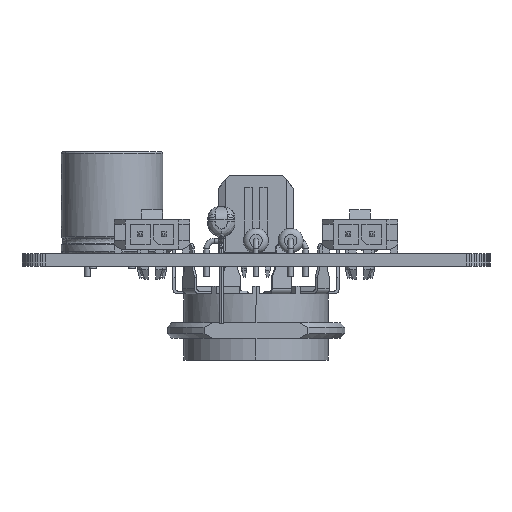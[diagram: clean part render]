
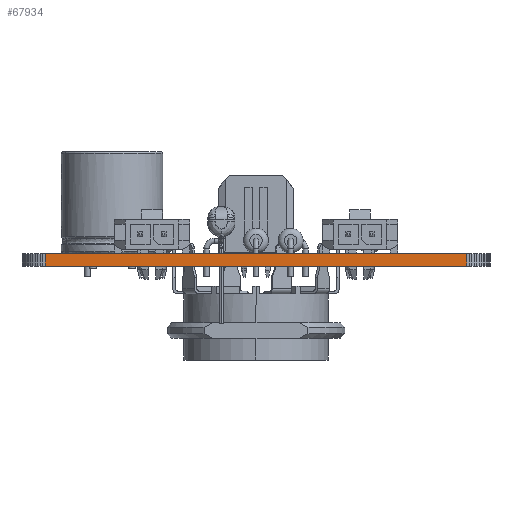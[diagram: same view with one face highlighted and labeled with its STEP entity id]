
A CAD part, left-side view. The second image highlights one B-rep face of the part: STEP entity #67934.
In plain terms, the highlighted planar face has unit normal (-1, 0, 0).
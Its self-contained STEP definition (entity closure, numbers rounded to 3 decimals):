
#60817 = PLANE('',#60818);
#60818 = AXIS2_PLACEMENT_3D('',#60819,#60820,#60821);
#60819 = CARTESIAN_POINT('',(0.,0.,1.6
    ));
#60820 = DIRECTION('',(-0.,-0.,-1.));
#60821 = DIRECTION('',(-1.,0.,0.));
#60871 = PLANE('',#60872);
#60872 = AXIS2_PLACEMENT_3D('',#60873,#60874,#60875);
#60873 = CARTESIAN_POINT('',(0.,0.,0.)
  );
#60874 = DIRECTION('',(-0.,-0.,-1.));
#60875 = DIRECTION('',(-1.,0.,0.));
#62156 = VERTEX_POINT('',#62157);
#62157 = CARTESIAN_POINT('',(-28.,-27.,0.));
#62171 = PLANE('',#62172);
#62172 = AXIS2_PLACEMENT_3D('',#62173,#62174,#62175);
#62173 = CARTESIAN_POINT('',(-27.981,-27.336,0.));
#62174 = DIRECTION('',(-0.998,-0.056,0.));
#62175 = DIRECTION('',(-0.056,0.998,0.));
#62183 = EDGE_CURVE('',#62156,#62184,#62186,.T.);
#62184 = VERTEX_POINT('',#62185);
#62185 = CARTESIAN_POINT('',(-28.,27.,0.));
#62186 = SURFACE_CURVE('',#62187,(#62191,#62198),.PCURVE_S1.);
#62187 = LINE('',#62188,#62189);
#62188 = CARTESIAN_POINT('',(-28.,-27.,0.));
#62189 = VECTOR('',#62190,1.);
#62190 = DIRECTION('',(0.,1.,0.));
#62191 = PCURVE('',#60871,#62192);
#62192 = DEFINITIONAL_REPRESENTATION('',(#62193),#62197);
#62193 = LINE('',#62194,#62195);
#62194 = CARTESIAN_POINT('',(28.,-27.));
#62195 = VECTOR('',#62196,1.);
#62196 = DIRECTION('',(0.,1.));
#62197 = ( GEOMETRIC_REPRESENTATION_CONTEXT(2) 
PARAMETRIC_REPRESENTATION_CONTEXT() REPRESENTATION_CONTEXT('2D SPACE',''
  ) );
#62198 = PCURVE('',#62199,#62204);
#62199 = PLANE('',#62200);
#62200 = AXIS2_PLACEMENT_3D('',#62201,#62202,#62203);
#62201 = CARTESIAN_POINT('',(-28.,-27.,0.));
#62202 = DIRECTION('',(-1.,0.,0.));
#62203 = DIRECTION('',(0.,1.,0.));
#62204 = DEFINITIONAL_REPRESENTATION('',(#62205),#62209);
#62205 = LINE('',#62206,#62207);
#62206 = CARTESIAN_POINT('',(0.,0.));
#62207 = VECTOR('',#62208,1.);
#62208 = DIRECTION('',(1.,0.));
#62209 = ( GEOMETRIC_REPRESENTATION_CONTEXT(2) 
PARAMETRIC_REPRESENTATION_CONTEXT() REPRESENTATION_CONTEXT('2D SPACE',''
  ) );
#62227 = PLANE('',#62228);
#62228 = AXIS2_PLACEMENT_3D('',#62229,#62230,#62231);
#62229 = CARTESIAN_POINT('',(-28.,27.,0.));
#62230 = DIRECTION('',(-0.998,0.056,0.));
#62231 = DIRECTION('',(0.056,0.998,0.));
#65266 = VERTEX_POINT('',#65267);
#65267 = CARTESIAN_POINT('',(-28.,-27.,1.6));
#65288 = EDGE_CURVE('',#65266,#65289,#65291,.T.);
#65289 = VERTEX_POINT('',#65290);
#65290 = CARTESIAN_POINT('',(-28.,27.,1.6));
#65291 = SURFACE_CURVE('',#65292,(#65296,#65303),.PCURVE_S1.);
#65292 = LINE('',#65293,#65294);
#65293 = CARTESIAN_POINT('',(-28.,-27.,1.6));
#65294 = VECTOR('',#65295,1.);
#65295 = DIRECTION('',(0.,1.,0.));
#65296 = PCURVE('',#60817,#65297);
#65297 = DEFINITIONAL_REPRESENTATION('',(#65298),#65302);
#65298 = LINE('',#65299,#65300);
#65299 = CARTESIAN_POINT('',(28.,-27.));
#65300 = VECTOR('',#65301,1.);
#65301 = DIRECTION('',(0.,1.));
#65302 = ( GEOMETRIC_REPRESENTATION_CONTEXT(2) 
PARAMETRIC_REPRESENTATION_CONTEXT() REPRESENTATION_CONTEXT('2D SPACE',''
  ) );
#65303 = PCURVE('',#62199,#65304);
#65304 = DEFINITIONAL_REPRESENTATION('',(#65305),#65309);
#65305 = LINE('',#65306,#65307);
#65306 = CARTESIAN_POINT('',(0.,-1.6));
#65307 = VECTOR('',#65308,1.);
#65308 = DIRECTION('',(1.,0.));
#65309 = ( GEOMETRIC_REPRESENTATION_CONTEXT(2) 
PARAMETRIC_REPRESENTATION_CONTEXT() REPRESENTATION_CONTEXT('2D SPACE',''
  ) );
#67884 = EDGE_CURVE('',#62184,#65289,#67885,.T.);
#67885 = SURFACE_CURVE('',#67886,(#67890,#67897),.PCURVE_S1.);
#67886 = LINE('',#67887,#67888);
#67887 = CARTESIAN_POINT('',(-28.,27.,0.));
#67888 = VECTOR('',#67889,1.);
#67889 = DIRECTION('',(0.,0.,1.));
#67890 = PCURVE('',#62227,#67891);
#67891 = DEFINITIONAL_REPRESENTATION('',(#67892),#67896);
#67892 = LINE('',#67893,#67894);
#67893 = CARTESIAN_POINT('',(0.,0.));
#67894 = VECTOR('',#67895,1.);
#67895 = DIRECTION('',(0.,-1.));
#67896 = ( GEOMETRIC_REPRESENTATION_CONTEXT(2) 
PARAMETRIC_REPRESENTATION_CONTEXT() REPRESENTATION_CONTEXT('2D SPACE',''
  ) );
#67897 = PCURVE('',#62199,#67898);
#67898 = DEFINITIONAL_REPRESENTATION('',(#67899),#67903);
#67899 = LINE('',#67900,#67901);
#67900 = CARTESIAN_POINT('',(54.,0.));
#67901 = VECTOR('',#67902,1.);
#67902 = DIRECTION('',(0.,-1.));
#67903 = ( GEOMETRIC_REPRESENTATION_CONTEXT(2) 
PARAMETRIC_REPRESENTATION_CONTEXT() REPRESENTATION_CONTEXT('2D SPACE',''
  ) );
#67934 = ADVANCED_FACE('',(#67935),#62199,.T.);
#67935 = FACE_BOUND('',#67936,.T.);
#67936 = EDGE_LOOP('',(#67937,#67958,#67959,#67960));
#67937 = ORIENTED_EDGE('',*,*,#67938,.T.);
#67938 = EDGE_CURVE('',#62156,#65266,#67939,.T.);
#67939 = SURFACE_CURVE('',#67940,(#67944,#67951),.PCURVE_S1.);
#67940 = LINE('',#67941,#67942);
#67941 = CARTESIAN_POINT('',(-28.,-27.,0.));
#67942 = VECTOR('',#67943,1.);
#67943 = DIRECTION('',(0.,0.,1.));
#67944 = PCURVE('',#62199,#67945);
#67945 = DEFINITIONAL_REPRESENTATION('',(#67946),#67950);
#67946 = LINE('',#67947,#67948);
#67947 = CARTESIAN_POINT('',(0.,0.));
#67948 = VECTOR('',#67949,1.);
#67949 = DIRECTION('',(0.,-1.));
#67950 = ( GEOMETRIC_REPRESENTATION_CONTEXT(2) 
PARAMETRIC_REPRESENTATION_CONTEXT() REPRESENTATION_CONTEXT('2D SPACE',''
  ) );
#67951 = PCURVE('',#62171,#67952);
#67952 = DEFINITIONAL_REPRESENTATION('',(#67953),#67957);
#67953 = LINE('',#67954,#67955);
#67954 = CARTESIAN_POINT('',(0.336,0.));
#67955 = VECTOR('',#67956,1.);
#67956 = DIRECTION('',(0.,-1.));
#67957 = ( GEOMETRIC_REPRESENTATION_CONTEXT(2) 
PARAMETRIC_REPRESENTATION_CONTEXT() REPRESENTATION_CONTEXT('2D SPACE',''
  ) );
#67958 = ORIENTED_EDGE('',*,*,#65288,.T.);
#67959 = ORIENTED_EDGE('',*,*,#67884,.F.);
#67960 = ORIENTED_EDGE('',*,*,#62183,.F.);
